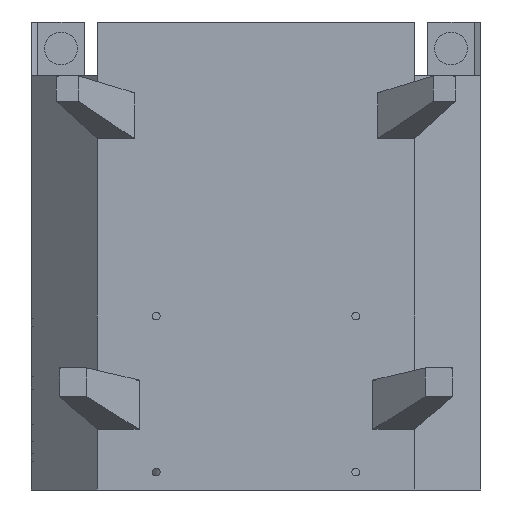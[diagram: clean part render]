
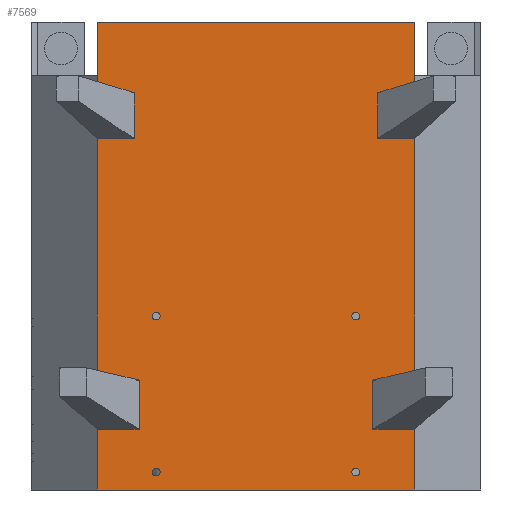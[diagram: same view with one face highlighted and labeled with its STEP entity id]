
A CAD part, front view. The second image highlights one B-rep face of the part: STEP entity #7569.
In plain terms, the highlighted planar face has unit normal (0, -1, 0).
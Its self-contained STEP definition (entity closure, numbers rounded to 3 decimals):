
#231=FACE_BOUND('',#1000,.T.);
#232=FACE_BOUND('',#1001,.T.);
#233=FACE_BOUND('',#1002,.T.);
#234=FACE_BOUND('',#1003,.T.);
#352=CIRCLE('',#8033,1.25);
#353=CIRCLE('',#8034,1.25);
#354=CIRCLE('',#8035,1.25);
#355=CIRCLE('',#8036,1.25);
#551=FACE_OUTER_BOUND('',#999,.T.);
#999=EDGE_LOOP('',(#5306,#5307,#5308,#5309,#5310,#5311,#5312,#5313,#5314,
#5315,#5316,#5317,#5318,#5319,#5320,#5321,#5322,#5323,#5324,#5325,#5326,
#5327));
#1000=EDGE_LOOP('',(#5328));
#1001=EDGE_LOOP('',(#5329));
#1002=EDGE_LOOP('',(#5330));
#1003=EDGE_LOOP('',(#5331));
#1678=LINE('',#10778,#2531);
#1680=LINE('',#10782,#2533);
#1682=LINE('',#10786,#2535);
#1685=LINE('',#10792,#2538);
#1686=LINE('',#10794,#2539);
#1687=LINE('',#10796,#2540);
#1688=LINE('',#10798,#2541);
#1689=LINE('',#10800,#2542);
#1690=LINE('',#10802,#2543);
#1691=LINE('',#10804,#2544);
#1692=LINE('',#10806,#2545);
#1693=LINE('',#10808,#2546);
#1694=LINE('',#10810,#2547);
#1695=LINE('',#10812,#2548);
#1696=LINE('',#10814,#2549);
#1697=LINE('',#10816,#2550);
#1698=LINE('',#10818,#2551);
#1699=LINE('',#10820,#2552);
#1700=LINE('',#10822,#2553);
#1701=LINE('',#10824,#2554);
#1702=LINE('',#10826,#2555);
#1703=LINE('',#10827,#2556);
#2531=VECTOR('',#8824,10.);
#2533=VECTOR('',#8828,10.);
#2535=VECTOR('',#8832,10.);
#2538=VECTOR('',#8839,10.);
#2539=VECTOR('',#8840,10.);
#2540=VECTOR('',#8841,10.);
#2541=VECTOR('',#8842,10.);
#2542=VECTOR('',#8843,10.);
#2543=VECTOR('',#8844,10.);
#2544=VECTOR('',#8845,10.);
#2545=VECTOR('',#8846,10.);
#2546=VECTOR('',#8847,10.);
#2547=VECTOR('',#8848,10.);
#2548=VECTOR('',#8849,10.);
#2549=VECTOR('',#8850,10.);
#2550=VECTOR('',#8851,10.);
#2551=VECTOR('',#8852,10.);
#2552=VECTOR('',#8853,10.);
#2553=VECTOR('',#8854,10.);
#2554=VECTOR('',#8855,10.);
#2555=VECTOR('',#8856,10.);
#2556=VECTOR('',#8857,10.);
#3321=VERTEX_POINT('',#10775);
#3322=VERTEX_POINT('',#10777);
#3323=VERTEX_POINT('',#10781);
#3324=VERTEX_POINT('',#10785);
#3325=VERTEX_POINT('',#10791);
#3326=VERTEX_POINT('',#10793);
#3327=VERTEX_POINT('',#10795);
#3328=VERTEX_POINT('',#10797);
#3329=VERTEX_POINT('',#10799);
#3330=VERTEX_POINT('',#10801);
#3331=VERTEX_POINT('',#10803);
#3332=VERTEX_POINT('',#10805);
#3333=VERTEX_POINT('',#10807);
#3334=VERTEX_POINT('',#10809);
#3335=VERTEX_POINT('',#10811);
#3336=VERTEX_POINT('',#10813);
#3337=VERTEX_POINT('',#10815);
#3338=VERTEX_POINT('',#10817);
#3339=VERTEX_POINT('',#10819);
#3340=VERTEX_POINT('',#10821);
#3341=VERTEX_POINT('',#10823);
#3342=VERTEX_POINT('',#10825);
#3343=VERTEX_POINT('',#10828);
#3344=VERTEX_POINT('',#10830);
#3345=VERTEX_POINT('',#10832);
#3346=VERTEX_POINT('',#10834);
#4084=EDGE_CURVE('',#3322,#3321,#1678,.T.);
#4086=EDGE_CURVE('',#3323,#3322,#1680,.T.);
#4088=EDGE_CURVE('',#3324,#3323,#1682,.T.);
#4091=EDGE_CURVE('',#3325,#3321,#1685,.T.);
#4092=EDGE_CURVE('',#3325,#3326,#1686,.T.);
#4093=EDGE_CURVE('',#3326,#3327,#1687,.T.);
#4094=EDGE_CURVE('',#3327,#3328,#1688,.T.);
#4095=EDGE_CURVE('',#3329,#3328,#1689,.T.);
#4096=EDGE_CURVE('',#3330,#3329,#1690,.T.);
#4097=EDGE_CURVE('',#3330,#3331,#1691,.T.);
#4098=EDGE_CURVE('',#3331,#3332,#1692,.T.);
#4099=EDGE_CURVE('',#3332,#3333,#1693,.T.);
#4100=EDGE_CURVE('',#3333,#3334,#1694,.T.);
#4101=EDGE_CURVE('',#3334,#3335,#1695,.T.);
#4102=EDGE_CURVE('',#3335,#3336,#1696,.T.);
#4103=EDGE_CURVE('',#3336,#3337,#1697,.T.);
#4104=EDGE_CURVE('',#3337,#3338,#1698,.T.);
#4105=EDGE_CURVE('',#3338,#3339,#1699,.T.);
#4106=EDGE_CURVE('',#3339,#3340,#1700,.T.);
#4107=EDGE_CURVE('',#3341,#3340,#1701,.T.);
#4108=EDGE_CURVE('',#3342,#3341,#1702,.T.);
#4109=EDGE_CURVE('',#3324,#3342,#1703,.T.);
#4110=EDGE_CURVE('',#3343,#3343,#352,.T.);
#4111=EDGE_CURVE('',#3344,#3344,#353,.T.);
#4112=EDGE_CURVE('',#3345,#3345,#354,.T.);
#4113=EDGE_CURVE('',#3346,#3346,#355,.T.);
#5306=ORIENTED_EDGE('',*,*,#4088,.T.);
#5307=ORIENTED_EDGE('',*,*,#4086,.T.);
#5308=ORIENTED_EDGE('',*,*,#4084,.T.);
#5309=ORIENTED_EDGE('',*,*,#4091,.F.);
#5310=ORIENTED_EDGE('',*,*,#4092,.T.);
#5311=ORIENTED_EDGE('',*,*,#4093,.T.);
#5312=ORIENTED_EDGE('',*,*,#4094,.T.);
#5313=ORIENTED_EDGE('',*,*,#4095,.F.);
#5314=ORIENTED_EDGE('',*,*,#4096,.F.);
#5315=ORIENTED_EDGE('',*,*,#4097,.T.);
#5316=ORIENTED_EDGE('',*,*,#4098,.T.);
#5317=ORIENTED_EDGE('',*,*,#4099,.T.);
#5318=ORIENTED_EDGE('',*,*,#4100,.T.);
#5319=ORIENTED_EDGE('',*,*,#4101,.T.);
#5320=ORIENTED_EDGE('',*,*,#4102,.T.);
#5321=ORIENTED_EDGE('',*,*,#4103,.T.);
#5322=ORIENTED_EDGE('',*,*,#4104,.T.);
#5323=ORIENTED_EDGE('',*,*,#4105,.T.);
#5324=ORIENTED_EDGE('',*,*,#4106,.T.);
#5325=ORIENTED_EDGE('',*,*,#4107,.F.);
#5326=ORIENTED_EDGE('',*,*,#4108,.F.);
#5327=ORIENTED_EDGE('',*,*,#4109,.F.);
#5328=ORIENTED_EDGE('',*,*,#4110,.T.);
#5329=ORIENTED_EDGE('',*,*,#4111,.T.);
#5330=ORIENTED_EDGE('',*,*,#4112,.T.);
#5331=ORIENTED_EDGE('',*,*,#4113,.T.);
#7223=PLANE('',#8032);
#7569=ADVANCED_FACE('',(#551,#231,#232,#233,#234),#7223,.T.);
#8032=AXIS2_PLACEMENT_3D('',#10790,#8837,#8838);
#8033=AXIS2_PLACEMENT_3D('',#10829,#8858,#8859);
#8034=AXIS2_PLACEMENT_3D('',#10831,#8860,#8861);
#8035=AXIS2_PLACEMENT_3D('',#10833,#8862,#8863);
#8036=AXIS2_PLACEMENT_3D('',#10835,#8864,#8865);
#8824=DIRECTION('',(-1.,0.,0.));
#8828=DIRECTION('',(0.,0.,-1.));
#8832=DIRECTION('',(1.,0.,0.));
#8837=DIRECTION('center_axis',(0.,-1.,0.));
#8838=DIRECTION('ref_axis',(1.,0.,0.));
#8839=DIRECTION('',(0.,0.,1.));
#8840=DIRECTION('',(1.,0.,0.));
#8841=DIRECTION('',(0.,0.,-1.));
#8842=DIRECTION('',(-1.,0.,0.));
#8843=DIRECTION('',(0.,0.,1.));
#8844=DIRECTION('',(-1.,0.,0.));
#8845=DIRECTION('',(0.,0.,1.));
#8846=DIRECTION('',(-1.,0.,0.));
#8847=DIRECTION('',(0.,0.,1.));
#8848=DIRECTION('',(1.,0.,0.));
#8849=DIRECTION('',(0.,0.,1.));
#8850=DIRECTION('',(-1.,0.,0.));
#8851=DIRECTION('',(0.,0.,1.));
#8852=DIRECTION('',(1.,0.,0.));
#8853=DIRECTION('',(0.,0.,1.));
#8854=DIRECTION('',(0.,0.,1.));
#8855=DIRECTION('',(1.,0.,0.));
#8856=DIRECTION('',(0.,0.,1.));
#8857=DIRECTION('',(0.,0.,1.));
#8858=DIRECTION('center_axis',(0.,1.,0.));
#8859=DIRECTION('ref_axis',(-1.,0.,0.));
#8860=DIRECTION('center_axis',(0.,1.,0.));
#8861=DIRECTION('ref_axis',(-1.,0.,0.));
#8862=DIRECTION('center_axis',(0.,1.,0.));
#8863=DIRECTION('ref_axis',(1.,0.,0.));
#8864=DIRECTION('center_axis',(0.,1.,0.));
#8865=DIRECTION('ref_axis',(1.,0.,0.));
#10775=CARTESIAN_POINT('',(-50.828,-79.,112.608));
#10777=CARTESIAN_POINT('',(-39.078,-79.,112.608));
#10778=CARTESIAN_POINT('',(-57.447,-79.,112.608));
#10781=CARTESIAN_POINT('',(-39.078,-79.,127.316));
#10782=CARTESIAN_POINT('',(-39.078,-79.,62.309));
#10785=CARTESIAN_POINT('',(-50.828,-79.,127.316));
#10786=CARTESIAN_POINT('',(-53.826,-79.,127.316));
#10790=CARTESIAN_POINT('Origin',(-50.828,-79.,0.));
#10791=CARTESIAN_POINT('',(-50.828,-79.,35.217));
#10792=CARTESIAN_POINT('',(-50.828,-79.,0.));
#10793=CARTESIAN_POINT('',(-37.476,-79.,35.217));
#10794=CARTESIAN_POINT('',(-56.9,-79.,35.217));
#10795=CARTESIAN_POINT('',(-37.476,-79.,19.409));
#10796=CARTESIAN_POINT('',(-37.476,-79.,19.583));
#10797=CARTESIAN_POINT('',(-50.828,-79.,19.409));
#10798=CARTESIAN_POINT('',(-52.536,-79.,19.409));
#10799=CARTESIAN_POINT('',(-50.828,-79.,0.));
#10800=CARTESIAN_POINT('',(-50.828,-79.,0.));
#10801=CARTESIAN_POINT('',(50.828,-79.,0.));
#10802=CARTESIAN_POINT('',(50.828,-79.,0.));
#10803=CARTESIAN_POINT('',(50.828,-79.,19.409));
#10804=CARTESIAN_POINT('',(50.828,-79.,0.));
#10805=CARTESIAN_POINT('',(37.476,-79.,19.409));
#10806=CARTESIAN_POINT('',(1.708,-79.,19.409));
#10807=CARTESIAN_POINT('',(37.476,-79.,35.217));
#10808=CARTESIAN_POINT('',(37.476,-79.,19.583));
#10809=CARTESIAN_POINT('',(50.828,-79.,35.217));
#10810=CARTESIAN_POINT('',(6.072,-79.,35.217));
#10811=CARTESIAN_POINT('',(50.828,-79.,112.608));
#10812=CARTESIAN_POINT('',(50.828,-79.,0.));
#10813=CARTESIAN_POINT('',(39.078,-79.,112.608));
#10814=CARTESIAN_POINT('',(6.619,-79.,112.608));
#10815=CARTESIAN_POINT('',(39.078,-79.,127.316));
#10816=CARTESIAN_POINT('',(39.078,-79.,62.309));
#10817=CARTESIAN_POINT('',(50.828,-79.,127.316));
#10818=CARTESIAN_POINT('',(2.997,-79.,127.316));
#10819=CARTESIAN_POINT('',(50.828,-79.,133.));
#10820=CARTESIAN_POINT('',(50.828,-79.,0.));
#10821=CARTESIAN_POINT('',(50.828,-79.,150.));
#10822=CARTESIAN_POINT('',(50.828,-79.,133.));
#10823=CARTESIAN_POINT('',(-50.828,-79.,150.));
#10824=CARTESIAN_POINT('',(50.828,-79.,150.));
#10825=CARTESIAN_POINT('',(-50.828,-79.,133.));
#10826=CARTESIAN_POINT('',(-50.828,-79.,133.));
#10827=CARTESIAN_POINT('',(-50.828,-79.,0.));
#10828=CARTESIAN_POINT('',(33.25,-79.,5.75));
#10829=CARTESIAN_POINT('Origin',(32.,-79.,5.75));
#10830=CARTESIAN_POINT('',(33.25,-79.,55.75));
#10831=CARTESIAN_POINT('Origin',(32.,-79.,55.75));
#10832=CARTESIAN_POINT('',(-33.25,-79.,5.75));
#10833=CARTESIAN_POINT('Origin',(-32.,-79.,5.75));
#10834=CARTESIAN_POINT('',(-33.25,-79.,55.75));
#10835=CARTESIAN_POINT('Origin',(-32.,-79.,55.75));
